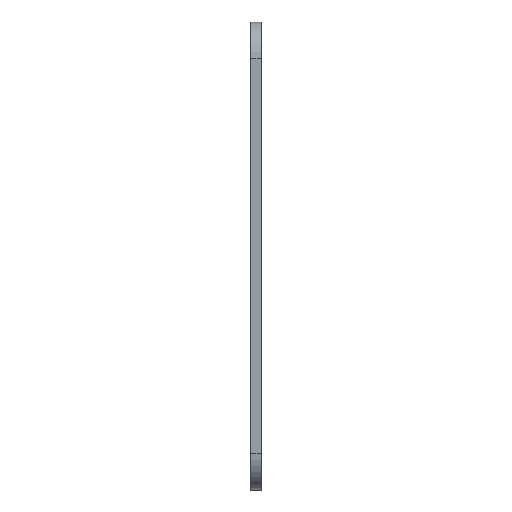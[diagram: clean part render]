
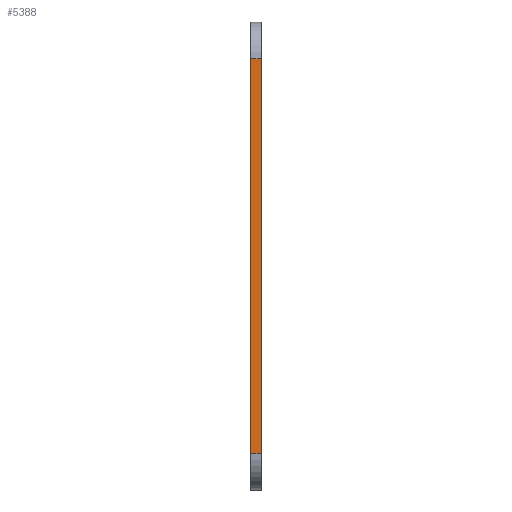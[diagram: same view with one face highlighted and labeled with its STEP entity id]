
A CAD part, left-side view. The second image highlights one B-rep face of the part: STEP entity #5388.
In plain terms, the highlighted planar face has unit normal (-1, 0, 0).
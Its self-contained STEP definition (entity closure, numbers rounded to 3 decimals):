
#763=FACE_OUTER_BOUND('',#1074,.T.);
#1074=EDGE_LOOP('',(#4739,#4740,#4741,#4742));
#1496=LINE('',#10042,#1975);
#1535=LINE('',#10190,#2014);
#1536=LINE('',#10193,#2015);
#1537=LINE('',#10194,#2016);
#1975=VECTOR('',#6216,10.);
#2014=VECTOR('',#6341,10.);
#2015=VECTOR('',#6344,10.);
#2016=VECTOR('',#6345,10.);
#2511=VERTEX_POINT('',#10039);
#2512=VERTEX_POINT('',#10041);
#2577=VERTEX_POINT('',#10186);
#2579=VERTEX_POINT('',#10192);
#3248=EDGE_CURVE('',#2511,#2512,#1496,.T.);
#3320=EDGE_CURVE('',#2512,#2577,#1535,.T.);
#3321=EDGE_CURVE('',#2579,#2511,#1536,.T.);
#3322=EDGE_CURVE('',#2577,#2579,#1537,.T.);
#4739=ORIENTED_EDGE('',*,*,#3320,.F.);
#4740=ORIENTED_EDGE('',*,*,#3248,.F.);
#4741=ORIENTED_EDGE('',*,*,#3321,.F.);
#4742=ORIENTED_EDGE('',*,*,#3322,.F.);
#5132=PLANE('',#5594);
#5388=ADVANCED_FACE('',(#763),#5132,.T.);
#5594=AXIS2_PLACEMENT_3D('',#10191,#6342,#6343);
#6216=DIRECTION('',(0.,0.,-1.));
#6341=DIRECTION('',(0.,1.,0.));
#6342=DIRECTION('center_axis',(-1.,0.,0.));
#6343=DIRECTION('ref_axis',(0.,0.,1.));
#6344=DIRECTION('',(0.,-1.,0.));
#6345=DIRECTION('',(0.,0.,1.));
#10039=CARTESIAN_POINT('',(-12.36,0.,46.941));
#10041=CARTESIAN_POINT('',(-12.36,0.,-6.921));
#10042=CARTESIAN_POINT('',(-12.36,0.,51.941));
#10186=CARTESIAN_POINT('',(-12.36,1.5,-6.921));
#10190=CARTESIAN_POINT('',(-12.36,0.,-6.921));
#10191=CARTESIAN_POINT('Origin',(-12.36,0.,-11.921));
#10192=CARTESIAN_POINT('',(-12.36,1.5,46.941));
#10193=CARTESIAN_POINT('',(-12.36,0.,46.941));
#10194=CARTESIAN_POINT('',(-12.36,1.5,51.941));
